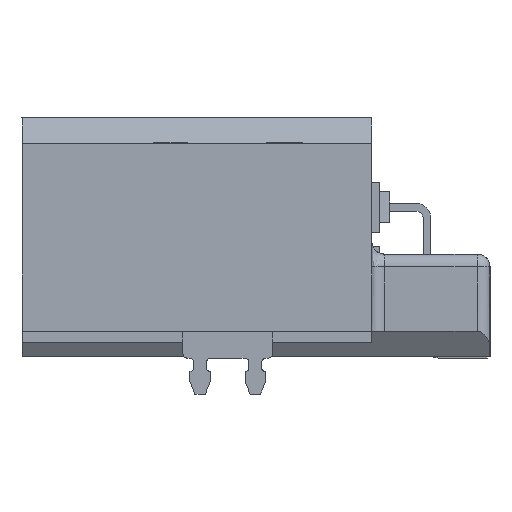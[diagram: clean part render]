
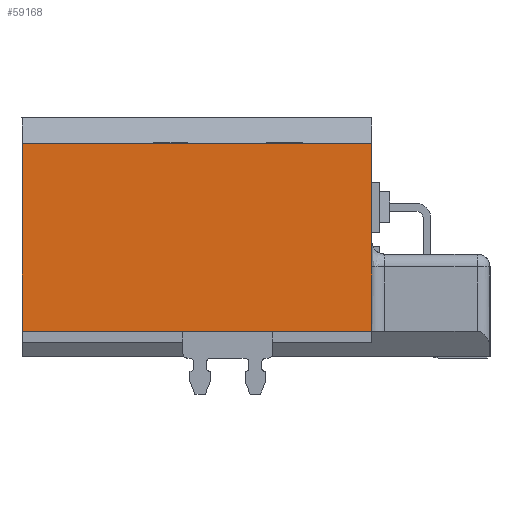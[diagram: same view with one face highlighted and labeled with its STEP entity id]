
A CAD part, front view. The second image highlights one B-rep face of the part: STEP entity #59168.
In plain terms, the highlighted planar face has unit normal (0, -1, 0).
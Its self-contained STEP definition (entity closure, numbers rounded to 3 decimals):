
#57804=CARTESIAN_POINT('',(0.,32.192,2.979));
#57805=VERTEX_POINT('',#57804);
#57812=CARTESIAN_POINT('',(0.,32.192,10.279));
#57813=VERTEX_POINT('',#57812);
#57814=CARTESIAN_POINT('',(0.,32.192,10.279));
#57815=DIRECTION('',(0.,0.,-1.));
#57816=VECTOR('',#57815,7.3);
#57817=LINE('',#57814,#57816);
#57818=EDGE_CURVE('',#57813,#57805,#57817,.T.);
#59092=CARTESIAN_POINT('',(13.6,32.192,2.979));
#59093=VERTEX_POINT('',#59092);
#59100=CARTESIAN_POINT('',(13.6,32.192,2.979));
#59101=DIRECTION('',(-1.,0.,0.));
#59102=VECTOR('',#59101,13.6);
#59103=LINE('',#59100,#59102);
#59104=EDGE_CURVE('',#59093,#57805,#59103,.T.);
#59145=CARTESIAN_POINT('',(0.,32.192,2.979));
#59146=DIRECTION('',(1.,0.,0.));
#59147=DIRECTION('',(0.,-1.,0.));
#59148=AXIS2_PLACEMENT_3D('',#59145,#59147,#59146);
#59149=PLANE('',#59148);
#59150=CARTESIAN_POINT('',(13.6,32.192,10.279));
#59151=VERTEX_POINT('',#59150);
#59152=CARTESIAN_POINT('',(13.6,32.192,10.279));
#59153=DIRECTION('',(0.,0.,-1.));
#59154=VECTOR('',#59153,7.3);
#59155=LINE('',#59152,#59154);
#59156=EDGE_CURVE('',#59151,#59093,#59155,.T.);
#59157=ORIENTED_EDGE('',*,*,#59156,.F.);
#59158=CARTESIAN_POINT('',(13.6,32.192,10.279));
#59159=DIRECTION('',(-1.,0.,0.));
#59160=VECTOR('',#59159,13.6);
#59161=LINE('',#59158,#59160);
#59162=EDGE_CURVE('',#59151,#57813,#59161,.T.);
#59163=ORIENTED_EDGE('',*,*,#59162,.T.);
#59164=ORIENTED_EDGE('',*,*,#57818,.T.);
#59165=ORIENTED_EDGE('',*,*,#59104,.F.);
#59166=EDGE_LOOP('',(#59157,#59163,#59164,#59165));
#59167=FACE_OUTER_BOUND('',#59166,.T.);
#59168=ADVANCED_FACE('',(#59167),#59149,.T.);
